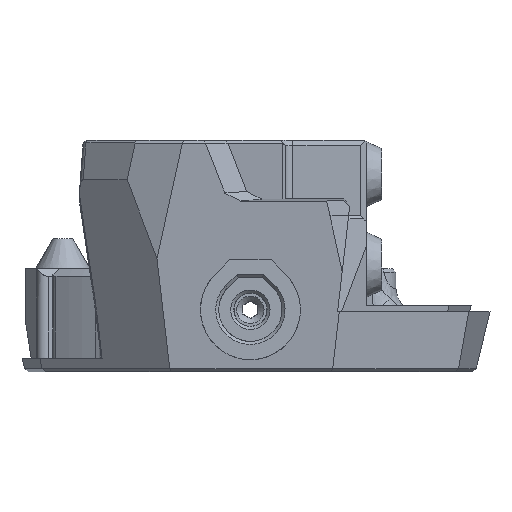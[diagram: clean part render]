
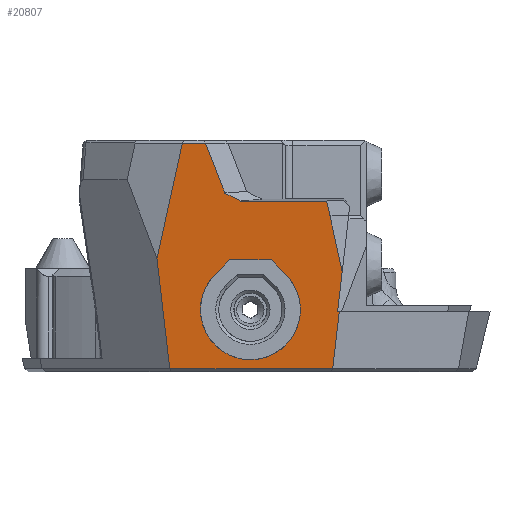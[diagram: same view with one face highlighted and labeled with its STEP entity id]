
A CAD part, front view. The second image highlights one B-rep face of the part: STEP entity #20807.
In plain terms, the highlighted planar face has unit normal (0, -0.996, -0.087).
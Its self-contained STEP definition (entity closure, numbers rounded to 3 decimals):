
#143=ELLIPSE('',#21891,6.624,6.599);
#225=FACE_BOUND('',#3455,.T.);
#2240=FACE_OUTER_BOUND('',#3454,.T.);
#3454=EDGE_LOOP('',(#16150,#16151,#16152,#16153,#16154,#16155,#16156,#16157,
#16158,#16159,#16160,#16161,#16162));
#3455=EDGE_LOOP('',(#16163,#16164,#16165,#16166));
#5380=LINE('',#35390,#7161);
#5381=LINE('',#35392,#7162);
#5382=LINE('',#35394,#7163);
#5383=LINE('',#35396,#7164);
#5384=LINE('',#35398,#7165);
#5385=LINE('',#35400,#7166);
#5386=LINE('',#35402,#7167);
#5387=LINE('',#35404,#7168);
#5388=LINE('',#35406,#7169);
#5389=LINE('',#35408,#7170);
#5390=LINE('',#35410,#7171);
#5391=LINE('',#35412,#7172);
#5392=LINE('',#35413,#7173);
#5393=LINE('',#35415,#7174);
#5394=LINE('',#35417,#7175);
#5395=LINE('',#35418,#7176);
#7161=VECTOR('',#24600,1000.);
#7162=VECTOR('',#24601,1000.);
#7163=VECTOR('',#24602,1000.);
#7164=VECTOR('',#24603,1000.);
#7165=VECTOR('',#24604,1000.);
#7166=VECTOR('',#24605,1000.);
#7167=VECTOR('',#24606,1000.);
#7168=VECTOR('',#24607,1000.);
#7169=VECTOR('',#24608,1000.);
#7170=VECTOR('',#24609,1000.);
#7171=VECTOR('',#24610,1000.);
#7172=VECTOR('',#24611,1000.);
#7173=VECTOR('',#24612,1000.);
#7174=VECTOR('',#24613,1000.);
#7175=VECTOR('',#24614,1000.);
#7176=VECTOR('',#24615,1000.);
#9119=VERTEX_POINT('',#34005);
#9120=VERTEX_POINT('',#34006);
#9340=VERTEX_POINT('',#35388);
#9341=VERTEX_POINT('',#35389);
#9342=VERTEX_POINT('',#35391);
#9343=VERTEX_POINT('',#35393);
#9344=VERTEX_POINT('',#35395);
#9345=VERTEX_POINT('',#35397);
#9346=VERTEX_POINT('',#35399);
#9347=VERTEX_POINT('',#35401);
#9348=VERTEX_POINT('',#35403);
#9349=VERTEX_POINT('',#35405);
#9350=VERTEX_POINT('',#35407);
#9351=VERTEX_POINT('',#35409);
#9352=VERTEX_POINT('',#35411);
#9353=VERTEX_POINT('',#35414);
#9354=VERTEX_POINT('',#35416);
#11541=EDGE_CURVE('',#9119,#9120,#143,.T.);
#11852=EDGE_CURVE('',#9340,#9341,#5380,.T.);
#11853=EDGE_CURVE('',#9341,#9342,#5381,.T.);
#11854=EDGE_CURVE('',#9342,#9343,#5382,.T.);
#11855=EDGE_CURVE('',#9344,#9343,#5383,.T.);
#11856=EDGE_CURVE('',#9344,#9345,#5384,.T.);
#11857=EDGE_CURVE('',#9345,#9346,#5385,.T.);
#11858=EDGE_CURVE('',#9347,#9346,#5386,.T.);
#11859=EDGE_CURVE('',#9347,#9348,#5387,.T.);
#11860=EDGE_CURVE('',#9348,#9349,#5388,.T.);
#11861=EDGE_CURVE('',#9349,#9350,#5389,.T.);
#11862=EDGE_CURVE('',#9350,#9351,#5390,.T.);
#11863=EDGE_CURVE('',#9352,#9351,#5391,.T.);
#11864=EDGE_CURVE('',#9352,#9340,#5392,.T.);
#11865=EDGE_CURVE('',#9120,#9353,#5393,.T.);
#11866=EDGE_CURVE('',#9354,#9119,#5394,.T.);
#11867=EDGE_CURVE('',#9353,#9354,#5395,.T.);
#16150=ORIENTED_EDGE('',*,*,#11852,.T.);
#16151=ORIENTED_EDGE('',*,*,#11853,.T.);
#16152=ORIENTED_EDGE('',*,*,#11854,.T.);
#16153=ORIENTED_EDGE('',*,*,#11855,.F.);
#16154=ORIENTED_EDGE('',*,*,#11856,.T.);
#16155=ORIENTED_EDGE('',*,*,#11857,.T.);
#16156=ORIENTED_EDGE('',*,*,#11858,.F.);
#16157=ORIENTED_EDGE('',*,*,#11859,.T.);
#16158=ORIENTED_EDGE('',*,*,#11860,.T.);
#16159=ORIENTED_EDGE('',*,*,#11861,.T.);
#16160=ORIENTED_EDGE('',*,*,#11862,.T.);
#16161=ORIENTED_EDGE('',*,*,#11863,.F.);
#16162=ORIENTED_EDGE('',*,*,#11864,.T.);
#16163=ORIENTED_EDGE('',*,*,#11865,.F.);
#16164=ORIENTED_EDGE('',*,*,#11541,.F.);
#16165=ORIENTED_EDGE('',*,*,#11866,.F.);
#16166=ORIENTED_EDGE('',*,*,#11867,.F.);
#19998=PLANE('',#22108);
#20807=ADVANCED_FACE('',(#2240,#225),#19998,.T.);
#21891=AXIS2_PLACEMENT_3D('',#34007,#24009,#24010);
#22108=AXIS2_PLACEMENT_3D('',#35387,#24598,#24599);
#24009=DIRECTION('center_axis',(0.,-0.996,
-0.087));
#24010=DIRECTION('ref_axis',(0.,0.087,-0.996));
#24598=DIRECTION('center_axis',(0.,-0.996,
-0.087));
#24599=DIRECTION('ref_axis',(0.,0.087,-0.996));
#24600=DIRECTION('',(-0.36,-0.081,0.929));
#24601=DIRECTION('',(-1.,0.,0.));
#24602=DIRECTION('',(-0.955,0.026,-0.296));
#24603=DIRECTION('',(0.214,-0.085,0.973));
#24604=DIRECTION('',(0.115,0.087,-0.99));
#24605=DIRECTION('',(1.,0.,0.));
#24606=DIRECTION('',(-0.114,0.087,-0.99));
#24607=DIRECTION('',(-1.,0.,0.));
#24608=DIRECTION('',(0.114,-0.087,0.99));
#24609=DIRECTION('',(-0.214,-0.085,0.973));
#24610=DIRECTION('',(-0.214,-0.085,0.973));
#24611=DIRECTION('',(1.,0.,0.));
#24612=DIRECTION('',(-0.888,-0.04,0.459));
#24613=DIRECTION('',(-0.706,-0.062,0.706));
#24614=DIRECTION('',(-0.706,0.062,-0.706));
#24615=DIRECTION('',(-1.,0.,0.));
#34005=CARTESIAN_POINT('',(143.693,105.718,12.866));
#34006=CARTESIAN_POINT('',(153.024,105.718,12.866));
#34007=CARTESIAN_POINT('Origin',(148.359,106.126,8.2));
#35387=CARTESIAN_POINT('Origin',(152.178,105.096,19.972));
#35388=CARTESIAN_POINT('',(144.989,104.778,23.607));
#35389=CARTESIAN_POINT('',(142.432,104.201,30.202));
#35390=CARTESIAN_POINT('',(147.148,105.266,18.037));
#35391=CARTESIAN_POINT('',(139.373,104.201,30.202));
#35392=CARTESIAN_POINT('',(152.178,104.201,30.202));
#35393=CARTESIAN_POINT('',(139.368,104.201,30.2));
#35394=CARTESIAN_POINT('',(148.128,103.964,32.92));
#35395=CARTESIAN_POINT('',(136.019,105.535,14.962));
#35396=CARTESIAN_POINT('',(128.605,108.486,-18.773));
#35397=CARTESIAN_POINT('',(137.706,106.809,0.398));
#35398=CARTESIAN_POINT('',(134.883,104.676,24.775));
#35399=CARTESIAN_POINT('',(159.223,106.809,0.398));
#35400=CARTESIAN_POINT('',(159.177,106.809,0.398));
#35401=CARTESIAN_POINT('',(160.093,106.149,7.941));
#35402=CARTESIAN_POINT('',(158.158,107.616,-8.833));
#35403=CARTESIAN_POINT('',(159.867,106.149,7.941));
#35404=CARTESIAN_POINT('',(152.178,106.149,7.941));
#35405=CARTESIAN_POINT('',(160.477,105.686,13.227));
#35406=CARTESIAN_POINT('',(161.137,105.186,18.946));
#35407=CARTESIAN_POINT('',(158.856,105.041,20.6));
#35408=CARTESIAN_POINT('',(158.683,104.972,21.391));
#35409=CARTESIAN_POINT('',(158.426,104.87,22.559));
#35410=CARTESIAN_POINT('',(153.965,103.094,42.858));
#35411=CARTESIAN_POINT('',(147.017,104.87,22.559));
#35412=CARTESIAN_POINT('',(152.178,104.87,22.559));
#35413=CARTESIAN_POINT('',(152.146,105.102,19.91));
#35414=CARTESIAN_POINT('',(151.092,105.549,14.799));
#35415=CARTESIAN_POINT('',(152.957,105.712,12.934));
#35416=CARTESIAN_POINT('',(145.625,105.549,14.799));
#35417=CARTESIAN_POINT('',(145.686,105.544,14.859));
#35418=CARTESIAN_POINT('',(151.092,105.549,14.799));
